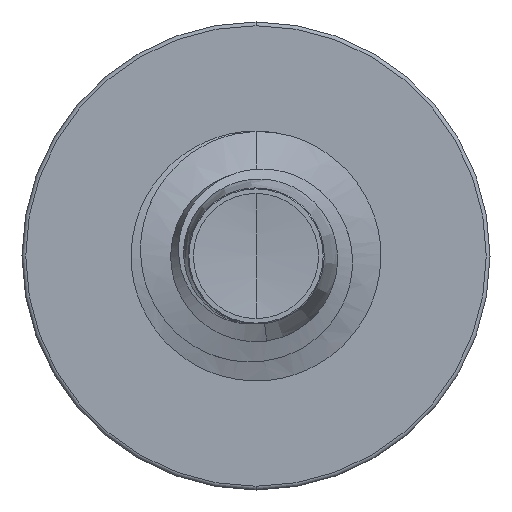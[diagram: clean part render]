
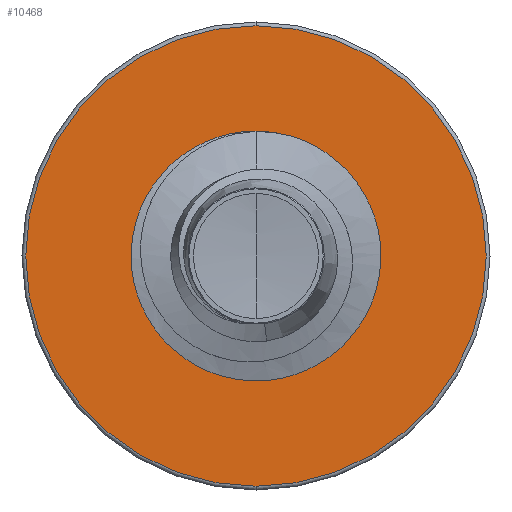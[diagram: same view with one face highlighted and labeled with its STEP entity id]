
A CAD part, front view. The second image highlights one B-rep face of the part: STEP entity #10468.
In plain terms, the highlighted planar face has unit normal (0, -1, 0).
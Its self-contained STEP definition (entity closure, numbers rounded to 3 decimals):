
#71 = EDGE_LOOP ( 'NONE', ( #8956, #8713 ) ) ;
#133 = EDGE_CURVE ( 'NONE', #8669, #10466, #5564, .T. ) ;
#542 = DIRECTION ( 'NONE',  ( 0., 1., 0. ) ) ;
#1339 = AXIS2_PLACEMENT_3D ( 'NONE', #7950, #7926, #7924 ) ;
#1378 = CARTESIAN_POINT ( 'NONE',  ( 0., 8., 0. ) ) ;
#1407 = DIRECTION ( 'NONE',  ( 0., 1., 0. ) ) ;
#1490 = CIRCLE ( 'NONE', #11164, 1.989 ) ;
#2104 = AXIS2_PLACEMENT_3D ( 'NONE', #7623, #7606, #7604 ) ;
#2136 = DIRECTION ( 'NONE',  ( 0., 1., 0. ) ) ;
#2261 = CARTESIAN_POINT ( 'NONE',  ( 0., 8., 1.989 ) ) ;
#2585 = FACE_OUTER_BOUND ( 'NONE', #4111, .T. ) ;
#3004 = CARTESIAN_POINT ( 'NONE',  ( 0., 8., -3.69 ) ) ;
#3457 = CARTESIAN_POINT ( 'NONE',  ( 0., 8., 3.69 ) ) ;
#4111 = EDGE_LOOP ( 'NONE', ( #4137, #8604 ) ) ;
#4137 = ORIENTED_EDGE ( 'NONE', *, *, #133, .F. ) ;
#4447 = EDGE_CURVE ( 'NONE', #10466, #8669, #5332, .T. ) ;
#4502 = CIRCLE ( 'NONE', #2104, 1.989 ) ;
#4552 = EDGE_CURVE ( 'NONE', #5202, #9167, #4502, .T. ) ;
#5198 = FACE_BOUND ( 'NONE', #71, .T. ) ;
#5202 = VERTEX_POINT ( 'NONE', #2261 ) ;
#5332 = CIRCLE ( 'NONE', #1339, 3.69 ) ;
#5564 = CIRCLE ( 'NONE', #9448, 3.69 ) ;
#6228 = DIRECTION ( 'NONE',  ( 0., 0., 1. ) ) ;
#6881 = AXIS2_PLACEMENT_3D ( 'NONE', #9230, #542, #8276 ) ;
#7604 = DIRECTION ( 'NONE',  ( 0., 0., 1. ) ) ;
#7606 = DIRECTION ( 'NONE',  ( 0., 1., 0. ) ) ;
#7623 = CARTESIAN_POINT ( 'NONE',  ( 0., 8., 0. ) ) ;
#7924 = DIRECTION ( 'NONE',  ( 0., 0., 1. ) ) ;
#7926 = DIRECTION ( 'NONE',  ( 0., 1., 0. ) ) ;
#7950 = CARTESIAN_POINT ( 'NONE',  ( 0., 8., 0. ) ) ;
#8276 = DIRECTION ( 'NONE',  ( 0., 0., 1. ) ) ;
#8598 = CARTESIAN_POINT ( 'NONE',  ( 0., 8., 0. ) ) ;
#8604 = ORIENTED_EDGE ( 'NONE', *, *, #4447, .F. ) ;
#8669 = VERTEX_POINT ( 'NONE', #3457 ) ;
#8713 = ORIENTED_EDGE ( 'NONE', *, *, #11110, .T. ) ;
#8956 = ORIENTED_EDGE ( 'NONE', *, *, #4552, .T. ) ;
#9167 = VERTEX_POINT ( 'NONE', #9266 ) ;
#9230 = CARTESIAN_POINT ( 'NONE',  ( 0., 8., -1.989 ) ) ;
#9266 = CARTESIAN_POINT ( 'NONE',  ( 0., 8., -1.989 ) ) ;
#9445 = DIRECTION ( 'NONE',  ( 0., 0., 1. ) ) ;
#9448 = AXIS2_PLACEMENT_3D ( 'NONE', #1378, #1407, #6228 ) ;
#10466 = VERTEX_POINT ( 'NONE', #3004 ) ;
#10468 = ADVANCED_FACE ( 'NONE', ( #2585, #5198 ), #11304, .F. ) ;
#11110 = EDGE_CURVE ( 'NONE', #9167, #5202, #1490, .T. ) ;
#11164 = AXIS2_PLACEMENT_3D ( 'NONE', #8598, #2136, #9445 ) ;
#11304 = PLANE ( 'NONE',  #6881 ) ;
